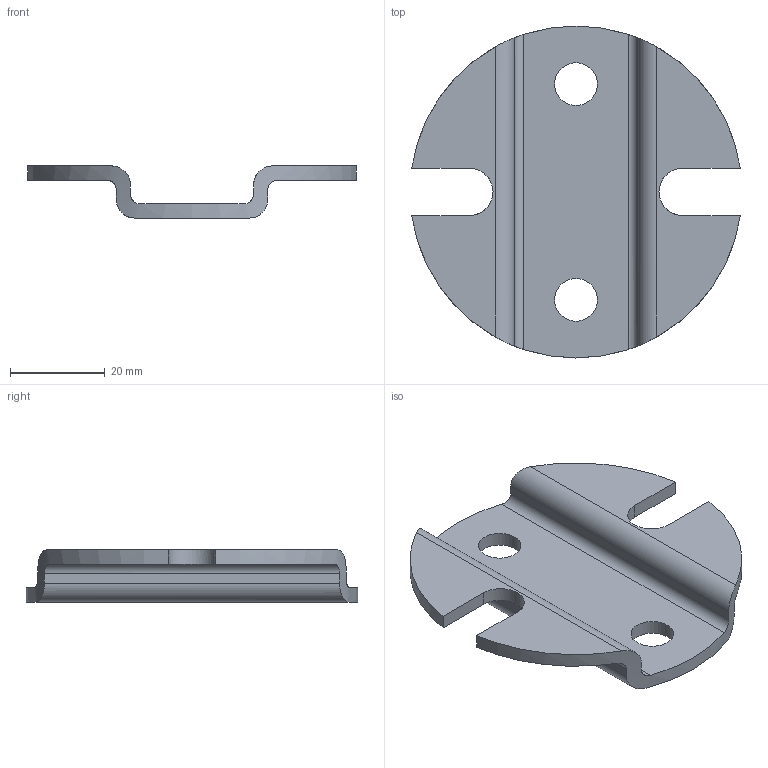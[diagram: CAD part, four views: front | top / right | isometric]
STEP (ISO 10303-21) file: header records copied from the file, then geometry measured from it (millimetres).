
FILE_DESCRIPTION(/* description */ ('Désignation 1'),/* implementation_level */ '2;1');
FILE_NAME(/* name */ 'Sécu direction-version usinée.stp',/* time_stamp */ '2023-10-19T10:12:48+02:00',/* author */ ('PERICHON'),/* organization */ ('STANDARD ALSTEF'),/* preprocessor_version */ 'ST-DEVELOPER v18.1',/* originating_system */ 'Autodesk Inventor 2021',/* authorisation */ '');
FILE_SCHEMA (('AUTOMOTIVE_DESIGN { 1 0 10303 214 3 1 1 }'));
Length unit declared in the file: millimetre
Products named in the file (1): Sécu direction-version usinée
Bounding box: 69.28 x 70 x 11 mm (x, y, z)
Volume: 12585.2 mm3; surface area: 9263.1 mm2
Topology: 1 solids, 1 shells, 30 faces, 84 edges, 56 vertices
Faces by surface type: plane 16, cylinder 14
Full cylindrical faces by diameter (mm): 9 x2
Entity records: 1146 total; most frequent: CARTESIAN_POINT 334, ORIENTED_EDGE 168, DIRECTION 150, EDGE_CURVE 84, VERTEX_POINT 56, AXIS2_PLACEMENT_3D 53, LINE 44, VECTOR 44
